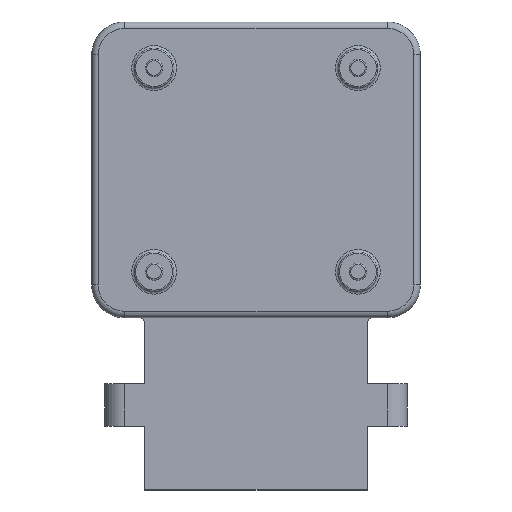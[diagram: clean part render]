
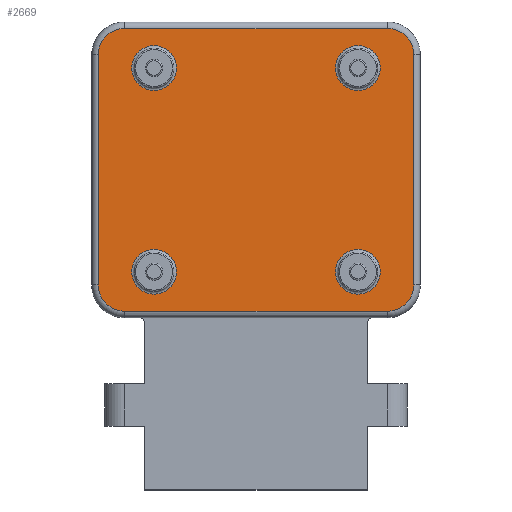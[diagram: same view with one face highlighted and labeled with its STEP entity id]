
A CAD part, top view. The second image highlights one B-rep face of the part: STEP entity #2669.
In plain terms, the highlighted planar face has unit normal (0, 0, 1).
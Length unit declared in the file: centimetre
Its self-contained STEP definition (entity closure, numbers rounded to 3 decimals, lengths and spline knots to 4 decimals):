
#19=FACE_BOUND('',#824,.T.);
#20=FACE_BOUND('',#825,.T.);
#21=FACE_BOUND('',#826,.T.);
#22=FACE_BOUND('',#827,.T.);
#70=PLANE('',#2953);
#250=LINE('',#5462,#401);
#251=LINE('',#5466,#402);
#252=LINE('',#5470,#403);
#253=LINE('',#5474,#404);
#401=VECTOR('',#3631,1.);
#402=VECTOR('',#3634,1.);
#403=VECTOR('',#3637,1.);
#404=VECTOR('',#3640,1.);
#644=FACE_OUTER_BOUND('',#823,.T.);
#823=EDGE_LOOP('',(#2308,#2309,#2310,#2311,#2312,#2313,#2314,#2315));
#824=EDGE_LOOP('',(#2316));
#825=EDGE_LOOP('',(#2317));
#826=EDGE_LOOP('',(#2318));
#827=EDGE_LOOP('',(#2319));
#1073=CIRCLE('',#2952,0.34);
#1074=CIRCLE('',#2954,0.4);
#1075=CIRCLE('',#2955,0.4);
#1076=CIRCLE('',#2956,0.4);
#1077=CIRCLE('',#2957,0.4);
#1078=CIRCLE('',#2958,0.34);
#1079=CIRCLE('',#2959,0.34);
#1080=CIRCLE('',#2960,0.34);
#1309=VERTEX_POINT('',#5457);
#1310=VERTEX_POINT('',#5460);
#1311=VERTEX_POINT('',#5461);
#1312=VERTEX_POINT('',#5463);
#1313=VERTEX_POINT('',#5465);
#1314=VERTEX_POINT('',#5467);
#1315=VERTEX_POINT('',#5469);
#1316=VERTEX_POINT('',#5471);
#1317=VERTEX_POINT('',#5473);
#1318=VERTEX_POINT('',#5476);
#1319=VERTEX_POINT('',#5478);
#1320=VERTEX_POINT('',#5480);
#1667=EDGE_CURVE('',#1309,#1309,#1073,.T.);
#1668=EDGE_CURVE('',#1310,#1311,#250,.T.);
#1669=EDGE_CURVE('',#1312,#1310,#1074,.T.);
#1670=EDGE_CURVE('',#1313,#1312,#251,.T.);
#1671=EDGE_CURVE('',#1314,#1313,#1075,.T.);
#1672=EDGE_CURVE('',#1315,#1314,#252,.T.);
#1673=EDGE_CURVE('',#1316,#1315,#1076,.T.);
#1674=EDGE_CURVE('',#1317,#1316,#253,.T.);
#1675=EDGE_CURVE('',#1311,#1317,#1077,.T.);
#1676=EDGE_CURVE('',#1318,#1318,#1078,.T.);
#1677=EDGE_CURVE('',#1319,#1319,#1079,.T.);
#1678=EDGE_CURVE('',#1320,#1320,#1080,.T.);
#2308=ORIENTED_EDGE('',*,*,#1668,.F.);
#2309=ORIENTED_EDGE('',*,*,#1669,.F.);
#2310=ORIENTED_EDGE('',*,*,#1670,.F.);
#2311=ORIENTED_EDGE('',*,*,#1671,.F.);
#2312=ORIENTED_EDGE('',*,*,#1672,.F.);
#2313=ORIENTED_EDGE('',*,*,#1673,.F.);
#2314=ORIENTED_EDGE('',*,*,#1674,.F.);
#2315=ORIENTED_EDGE('',*,*,#1675,.F.);
#2316=ORIENTED_EDGE('',*,*,#1676,.F.);
#2317=ORIENTED_EDGE('',*,*,#1677,.F.);
#2318=ORIENTED_EDGE('',*,*,#1678,.F.);
#2319=ORIENTED_EDGE('',*,*,#1667,.F.);
#2669=ADVANCED_FACE('',(#644,#19,#20,#21,#22),#70,.T.);
#2952=AXIS2_PLACEMENT_3D('',#5458,#3627,#3628);
#2953=AXIS2_PLACEMENT_3D('',#5459,#3629,#3630);
#2954=AXIS2_PLACEMENT_3D('',#5464,#3632,#3633);
#2955=AXIS2_PLACEMENT_3D('',#5468,#3635,#3636);
#2956=AXIS2_PLACEMENT_3D('',#5472,#3638,#3639);
#2957=AXIS2_PLACEMENT_3D('',#5475,#3641,#3642);
#2958=AXIS2_PLACEMENT_3D('',#5477,#3643,#3644);
#2959=AXIS2_PLACEMENT_3D('',#5479,#3645,#3646);
#2960=AXIS2_PLACEMENT_3D('',#5481,#3647,#3648);
#3627=DIRECTION('center_axis',(0.,0.,
1.));
#3628=DIRECTION('ref_axis',(-1.,0.,0.));
#3629=DIRECTION('center_axis',(0.,0.,
1.));
#3630=DIRECTION('ref_axis',(-1.,0.,0.));
#3631=DIRECTION('',(1.,0.,0.));
#3632=DIRECTION('center_axis',(0.,0.,
-1.));
#3633=DIRECTION('ref_axis',(-0.707,0.707,0.));
#3634=DIRECTION('',(0.,1.,0.));
#3635=DIRECTION('center_axis',(0.,0.,
-1.));
#3636=DIRECTION('ref_axis',(-0.707,-0.707,0.));
#3637=DIRECTION('',(-1.,0.,0.));
#3638=DIRECTION('center_axis',(0.,0.,
-1.));
#3639=DIRECTION('ref_axis',(0.707,-0.707,0.));
#3640=DIRECTION('',(0.,-1.,0.));
#3641=DIRECTION('center_axis',(0.,0.,
-1.));
#3642=DIRECTION('ref_axis',(0.707,0.707,0.));
#3643=DIRECTION('center_axis',(0.,0.,
1.));
#3644=DIRECTION('ref_axis',(-1.,0.,0.));
#3645=DIRECTION('center_axis',(0.,0.,
1.));
#3646=DIRECTION('ref_axis',(-1.,0.,0.));
#3647=DIRECTION('center_axis',(0.,0.,
1.));
#3648=DIRECTION('ref_axis',(-1.,0.,0.));
#5457=CARTESIAN_POINT('',(1.89,16.05,0.37));
#5458=CARTESIAN_POINT('Origin',(1.55,16.05,0.37));
#5459=CARTESIAN_POINT('Origin',(0.,14.5,0.37));
#5460=CARTESIAN_POINT('',(-2.,16.65,0.37));
#5461=CARTESIAN_POINT('',(2.,16.65,0.37));
#5462=CARTESIAN_POINT('',(-1.,16.65,0.37));
#5463=CARTESIAN_POINT('',(-2.4,16.25,0.37));
#5464=CARTESIAN_POINT('Origin',(-2.,16.25,0.37));
#5465=CARTESIAN_POINT('',(-2.4,12.75,0.37));
#5466=CARTESIAN_POINT('',(-2.4,13.625,0.37));
#5467=CARTESIAN_POINT('',(-2.,12.35,0.37));
#5468=CARTESIAN_POINT('Origin',(-2.,12.75,0.37));
#5469=CARTESIAN_POINT('',(2.,12.35,0.37));
#5470=CARTESIAN_POINT('',(-0.85,12.35,0.37));
#5471=CARTESIAN_POINT('',(2.4,12.75,0.37));
#5472=CARTESIAN_POINT('Origin',(2.,12.75,0.37));
#5473=CARTESIAN_POINT('',(2.4,16.25,0.37));
#5474=CARTESIAN_POINT('',(2.4,15.375,0.37));
#5475=CARTESIAN_POINT('Origin',(2.,16.25,0.37));
#5476=CARTESIAN_POINT('',(-1.21,16.05,0.37));
#5477=CARTESIAN_POINT('Origin',(-1.55,16.05,0.37));
#5478=CARTESIAN_POINT('',(1.89,12.95,0.37));
#5479=CARTESIAN_POINT('Origin',(1.55,12.95,0.37));
#5480=CARTESIAN_POINT('',(-1.21,12.95,0.37));
#5481=CARTESIAN_POINT('Origin',(-1.55,12.95,0.37));
